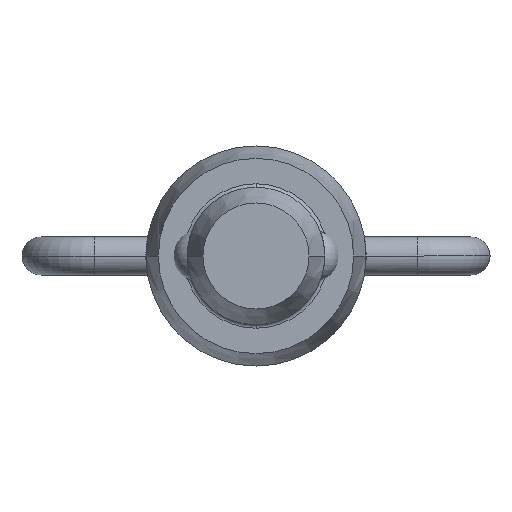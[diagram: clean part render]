
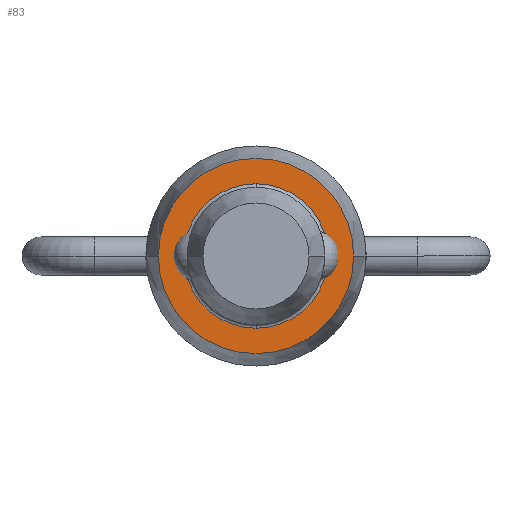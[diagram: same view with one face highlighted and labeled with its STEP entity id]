
A CAD part, front view. The second image highlights one B-rep face of the part: STEP entity #83.
In plain terms, the highlighted planar face has unit normal (0, -1, 0).
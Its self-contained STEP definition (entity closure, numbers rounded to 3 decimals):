
#83=ADVANCED_FACE('',(#191,#192),#193,.T.);
#191=FACE_OUTER_BOUND('',#324,.T.);
#192=FACE_BOUND('',#325,.T.);
#193=PLANE('',#326);
#324=EDGE_LOOP('',(#507,#508));
#325=EDGE_LOOP('',(#509,#510,#511));
#326=AXIS2_PLACEMENT_3D('',#512,#513,#514);
#507=ORIENTED_EDGE('',*,*,#844,.T.);
#508=ORIENTED_EDGE('',*,*,#806,.T.);
#509=ORIENTED_EDGE('',*,*,#838,.T.);
#510=ORIENTED_EDGE('',*,*,#845,.T.);
#511=ORIENTED_EDGE('',*,*,#839,.T.);
#512=CARTESIAN_POINT('',(-5.259,0.0,0.0));
#513=DIRECTION('',(0.,-1.0,0.0));
#514=DIRECTION('',(1.0,0.,0.0));
#806=EDGE_CURVE('',#962,#959,#963,.T.);
#838=EDGE_CURVE('',#1015,#1013,#1016,.T.);
#839=EDGE_CURVE('',#1017,#1015,#1018,.T.);
#844=EDGE_CURVE('',#959,#962,#1025,.T.);
#845=EDGE_CURVE('',#1013,#1017,#1026,.T.);
#959=VERTEX_POINT('',#1187);
#962=VERTEX_POINT('',#1191);
#963=CIRCLE('',#1192,5.632);
#1013=VERTEX_POINT('',#1283);
#1015=VERTEX_POINT('',#1285);
#1016=CIRCLE('',#1286,4.169);
#1017=VERTEX_POINT('',#1287);
#1018=CIRCLE('',#1288,4.169);
#1025=CIRCLE('',#1295,5.632);
#1026=CIRCLE('',#1296,4.169);
#1187=CARTESIAN_POINT('',(-5.632,0.0,0.0));
#1191=CARTESIAN_POINT('',(5.632,0.,0.));
#1192=AXIS2_PLACEMENT_3D('',#1563,#1564,#1565);
#1283=CARTESIAN_POINT('',(0.,0.,4.169));
#1285=CARTESIAN_POINT('',(-4.169,0.0,0.0));
#1286=AXIS2_PLACEMENT_3D('',#1622,#1623,#1624);
#1287=CARTESIAN_POINT('',(0.,0.,-4.169));
#1288=AXIS2_PLACEMENT_3D('',#1625,#1626,#1627);
#1295=AXIS2_PLACEMENT_3D('',#1637,#1638,#1639);
#1296=AXIS2_PLACEMENT_3D('',#1640,#1641,#1642);
#1563=CARTESIAN_POINT('',(0.,0.0,0.));
#1564=DIRECTION('',(0.,-1.0,0.0));
#1565=DIRECTION('',(-1.0,0.,0.0));
#1622=CARTESIAN_POINT('',(0.,0.0,0.0));
#1623=DIRECTION('',(0.,1.0,0.0));
#1624=DIRECTION('',(-1.0,0.,0.0));
#1625=CARTESIAN_POINT('',(0.,0.0,0.0));
#1626=DIRECTION('',(0.,1.0,0.0));
#1627=DIRECTION('',(-1.0,0.,0.0));
#1637=CARTESIAN_POINT('',(0.,0.0,0.));
#1638=DIRECTION('',(0.,-1.0,0.0));
#1639=DIRECTION('',(-1.0,0.,0.0));
#1640=CARTESIAN_POINT('',(0.,0.0,0.0));
#1641=DIRECTION('',(0.,1.0,0.0));
#1642=DIRECTION('',(-1.0,0.,0.0));
